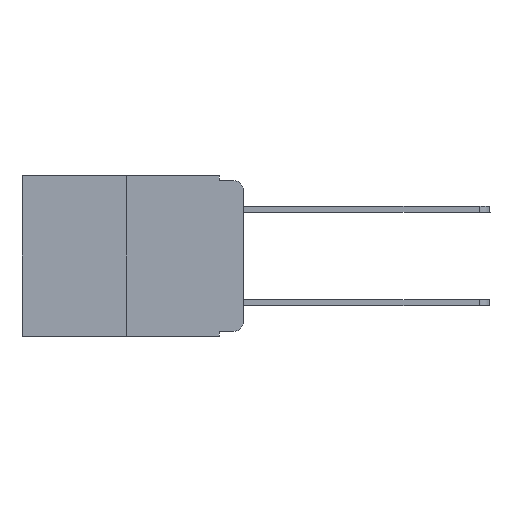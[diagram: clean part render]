
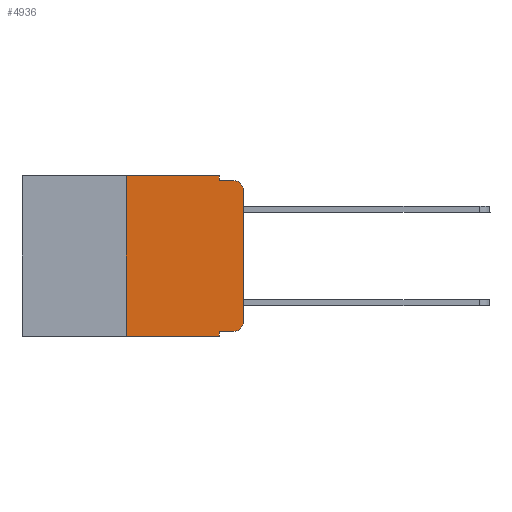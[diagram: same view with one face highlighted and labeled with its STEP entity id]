
A CAD part, left-side view. The second image highlights one B-rep face of the part: STEP entity #4936.
In plain terms, the highlighted planar face has unit normal (-1, 0, 0).
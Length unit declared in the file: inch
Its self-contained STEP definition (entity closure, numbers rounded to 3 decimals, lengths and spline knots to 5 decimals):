
#52 = CARTESIAN_POINT ( 'NONE',  ( 0., 0.02, -0.333 ) ) ;
#325 = EDGE_CURVE ( 'NONE', #2119, #9304, #7838, .T. ) ;
#799 = CARTESIAN_POINT ( 'NONE',  ( 0., 0.051, -0.01 ) ) ;
#1064 = DIRECTION ( 'NONE',  ( 0., 0., -1. ) ) ;
#1158 = EDGE_CURVE ( 'NONE', #8357, #8734, #12774, .T. ) ;
#1209 = DIRECTION ( 'NONE',  ( 0., 0., -1. ) ) ;
#1226 = CARTESIAN_POINT ( 'NONE',  ( 0., 0., -0.03 ) ) ;
#1376 = ORIENTED_EDGE ( 'NONE', *, *, #14378, .F. ) ;
#1454 = VERTEX_POINT ( 'NONE', #4933 ) ;
#1519 = VECTOR ( 'NONE', #10252, 39.37008 ) ;
#1750 = AXIS2_PLACEMENT_3D ( 'NONE', #5881, #13531, #10945 ) ;
#1968 = DIRECTION ( 'NONE',  ( 0., -1., 0. ) ) ;
#1994 = ORIENTED_EDGE ( 'NONE', *, *, #15941, .F. ) ;
#2119 = VERTEX_POINT ( 'NONE', #11196 ) ;
#3363 = VECTOR ( 'NONE', #14968, 39.37008 ) ;
#3483 = CARTESIAN_POINT ( 'NONE',  ( 0., 0.051, -0.01 ) ) ;
#3758 = VERTEX_POINT ( 'NONE', #52 ) ;
#3852 = LINE ( 'NONE', #15235, #1519 ) ;
#4379 = DIRECTION ( 'NONE',  ( 0., 0., -1. ) ) ;
#4798 = CARTESIAN_POINT ( 'NONE',  ( 0., 0.051, -0.333 ) ) ;
#4893 = VECTOR ( 'NONE', #10866, 39.37008 ) ;
#4933 = CARTESIAN_POINT ( 'NONE',  ( 0., 0., -0.313 ) ) ;
#4936 = ADVANCED_FACE ( 'NONE', ( #8597 ), #11114, .F. ) ;
#5084 = ORIENTED_EDGE ( 'NONE', *, *, #10588, .T. ) ;
#5154 = VERTEX_POINT ( 'NONE', #12706 ) ;
#5765 = VECTOR ( 'NONE', #4379, 39.37008 ) ;
#5881 = CARTESIAN_POINT ( 'NONE',  ( 0., 0.02, -0.313 ) ) ;
#5915 = CARTESIAN_POINT ( 'NONE',  ( 0., 0., 0. ) ) ;
#6158 = DIRECTION ( 'NONE',  ( -1., 0., 0. ) ) ;
#6247 = EDGE_CURVE ( 'NONE', #1454, #12535, #7148, .T. ) ;
#6405 = ORIENTED_EDGE ( 'NONE', *, *, #1158, .F. ) ;
#6519 = EDGE_CURVE ( 'NONE', #5154, #9304, #3852, .T. ) ;
#6807 = EDGE_CURVE ( 'NONE', #2119, #3758, #11008, .T. ) ;
#6925 = AXIS2_PLACEMENT_3D ( 'NONE', #16192, #14951, #1064 ) ;
#7148 = LINE ( 'NONE', #5915, #8937 ) ;
#7150 = ORIENTED_EDGE ( 'NONE', *, *, #325, .F. ) ;
#7504 = CARTESIAN_POINT ( 'NONE',  ( 0., 0.02, -0.01 ) ) ;
#7682 = EDGE_LOOP ( 'NONE', ( #9591, #12486, #1994, #15557, #6405, #1376, #13120, #7150, #10593, #5084 ) ) ;
#7838 = LINE ( 'NONE', #11417, #15636 ) ;
#8198 = AXIS2_PLACEMENT_3D ( 'NONE', #16133, #6158, #15000 ) ;
#8357 = VERTEX_POINT ( 'NONE', #14738 ) ;
#8597 = FACE_OUTER_BOUND ( 'NONE', #7682, .T. ) ;
#8734 = VERTEX_POINT ( 'NONE', #8932 ) ;
#8932 = CARTESIAN_POINT ( 'NONE',  ( 0., 0.051, 0. ) ) ;
#8937 = VECTOR ( 'NONE', #15957, 39.37008 ) ;
#8993 = EDGE_CURVE ( 'NONE', #8734, #14692, #12530, .T. ) ;
#9234 = CARTESIAN_POINT ( 'NONE',  ( 0., 0.473, 0. ) ) ;
#9304 = VERTEX_POINT ( 'NONE', #14985 ) ;
#9591 = ORIENTED_EDGE ( 'NONE', *, *, #6247, .T. ) ;
#10106 = LINE ( 'NONE', #12460, #3363 ) ;
#10207 = VECTOR ( 'NONE', #11086, 39.37008 ) ;
#10252 = DIRECTION ( 'NONE',  ( 0., -1., 0. ) ) ;
#10536 = CIRCLE ( 'NONE', #8198, 0.02 ) ;
#10588 = EDGE_CURVE ( 'NONE', #3758, #1454, #12477, .T. ) ;
#10593 = ORIENTED_EDGE ( 'NONE', *, *, #6807, .T. ) ;
#10866 = DIRECTION ( 'NONE',  ( 0., -1., 0. ) ) ;
#10945 = DIRECTION ( 'NONE',  ( 0., 0., -1. ) ) ;
#11008 = LINE ( 'NONE', #4798, #10207 ) ;
#11086 = DIRECTION ( 'NONE',  ( 0., -1., 0. ) ) ;
#11114 = PLANE ( 'NONE',  #6925 ) ;
#11196 = CARTESIAN_POINT ( 'NONE',  ( 0., 0.051, -0.333 ) ) ;
#11312 = VERTEX_POINT ( 'NONE', #7504 ) ;
#11417 = CARTESIAN_POINT ( 'NONE',  ( 0., 0.051, 0. ) ) ;
#11679 = LINE ( 'NONE', #3483, #4893 ) ;
#12460 = CARTESIAN_POINT ( 'NONE',  ( 0., 0.25, 0. ) ) ;
#12477 = CIRCLE ( 'NONE', #1750, 0.02 ) ;
#12486 = ORIENTED_EDGE ( 'NONE', *, *, #13483, .T. ) ;
#12530 = LINE ( 'NONE', #14452, #5765 ) ;
#12535 = VERTEX_POINT ( 'NONE', #1226 ) ;
#12706 = CARTESIAN_POINT ( 'NONE',  ( 0., 0.25, -0.343 ) ) ;
#12774 = LINE ( 'NONE', #9234, #13955 ) ;
#13120 = ORIENTED_EDGE ( 'NONE', *, *, #6519, .T. ) ;
#13483 = EDGE_CURVE ( 'NONE', #12535, #11312, #10536, .T. ) ;
#13531 = DIRECTION ( 'NONE',  ( -1., 0., 0. ) ) ;
#13955 = VECTOR ( 'NONE', #1968, 39.37008 ) ;
#14378 = EDGE_CURVE ( 'NONE', #5154, #8357, #10106, .T. ) ;
#14452 = CARTESIAN_POINT ( 'NONE',  ( 0., 0.051, 0. ) ) ;
#14692 = VERTEX_POINT ( 'NONE', #799 ) ;
#14738 = CARTESIAN_POINT ( 'NONE',  ( 0., 0.25, 0. ) ) ;
#14951 = DIRECTION ( 'NONE',  ( 1., 0., 0. ) ) ;
#14968 = DIRECTION ( 'NONE',  ( 0., 0., 1. ) ) ;
#14985 = CARTESIAN_POINT ( 'NONE',  ( 0., 0.051, -0.343 ) ) ;
#15000 = DIRECTION ( 'NONE',  ( 0., 0., -1. ) ) ;
#15235 = CARTESIAN_POINT ( 'NONE',  ( 0., 0.473, -0.343 ) ) ;
#15557 = ORIENTED_EDGE ( 'NONE', *, *, #8993, .F. ) ;
#15636 = VECTOR ( 'NONE', #1209, 39.37008 ) ;
#15941 = EDGE_CURVE ( 'NONE', #14692, #11312, #11679, .T. ) ;
#15957 = DIRECTION ( 'NONE',  ( 0., 0., 1. ) ) ;
#16133 = CARTESIAN_POINT ( 'NONE',  ( 0., 0.02, -0.03 ) ) ;
#16192 = CARTESIAN_POINT ( 'NONE',  ( 0., 0.473, 0. ) ) ;
